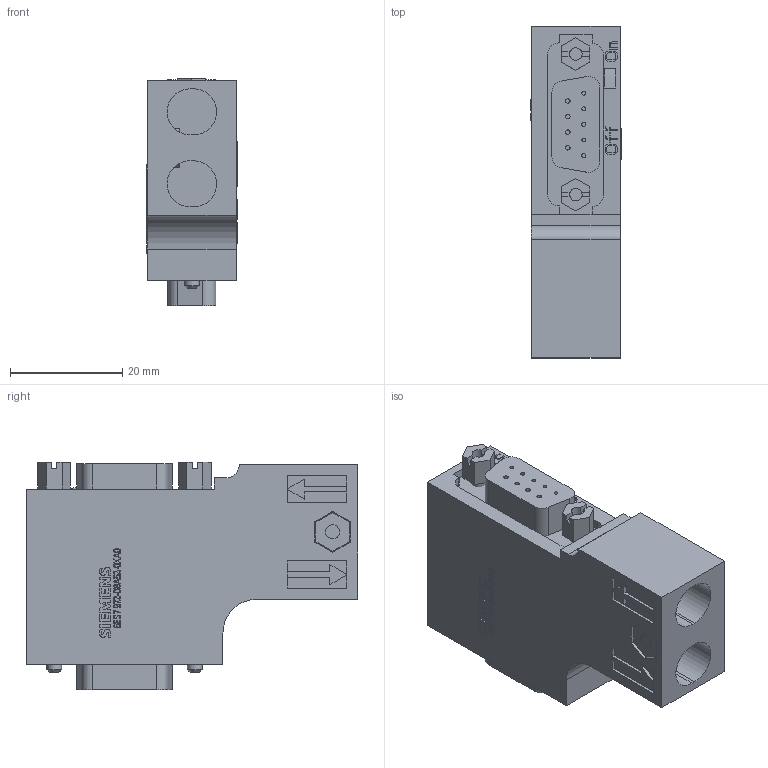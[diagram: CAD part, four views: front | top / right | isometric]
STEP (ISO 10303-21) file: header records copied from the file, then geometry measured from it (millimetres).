
FILE_DESCRIPTION(/* description */ (''),/* implementation_level */ '2;1');
FILE_NAME(/* name */ '6ES7972-0BA52-0XA0_3d.stp',/* time_stamp */ '2024-07-17T12:56:35+02:00',/* author */ (''),/* organization */ (''),/* preprocessor_version */ 'ST-DEVELOPER v18.102',/* originating_system */ 'SIEMENS PLM Software NX 2023',/* authorisation */ '');
FILE_SCHEMA (('AUTOMOTIVE_DESIGN { 1 0 10303 214 3 1 1 1 }'));
Length unit declared in the file: millimetre
Products named in the file (3): A5E30209063A_RS-AA_002_1-labeling; A5E30204196A_RS-AA_002_1-box; A5E30204231A_RS-AA_002_5-CAx_6ES79720BA520XA0
Assembly tree (2 placements, depth 2):
  A5E30204231A_RS-AA_002_5-CAx_6ES79720BA520XA0
    A5E30204196A_RS-AA_002_1-box
    A5E30209063A_RS-AA_002_1-labeling
Bounding box: 16.05 x 59 x 40.5 mm (x, y, z)
Volume: 25568.3 mm3; surface area: 11947.5 mm2
Topology: 56 solids, 56 shells, 1200 faces, 3132 edges, 2086 vertices
Faces by surface type: plane 1055, cylinder 98, extrusion 45, cone 2
Full cylindrical faces by diameter (mm): 0.7 x10, 0.8 x8, 2.22 x2, 2.5 x2, 2.62 x6, 2.65 x1, 5.462 x1, 6.3 x1
Entity records: 48558 total; most frequent: CARTESIAN_POINT 10330, ORIENTED_EDGE 6168, DIRECTION 5566, EDGE_CURVE 3084, VECTOR 2828, LINE 2783, VERTEX_POINT 2071, AXIS2_PLACEMENT_3D 1369
